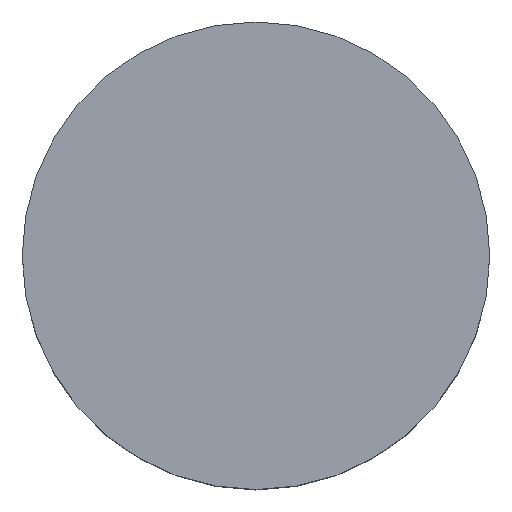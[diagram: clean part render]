
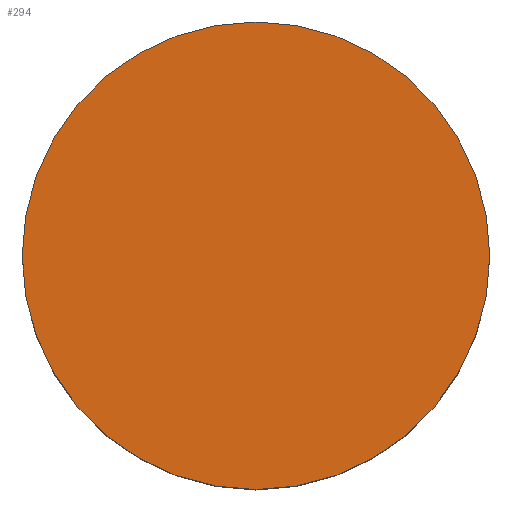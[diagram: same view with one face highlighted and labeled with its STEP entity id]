
A CAD part, top view. The second image highlights one B-rep face of the part: STEP entity #294.
In plain terms, the highlighted planar face has unit normal (0, 0, 1).
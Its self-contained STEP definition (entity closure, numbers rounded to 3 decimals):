
#9 = CARTESIAN_POINT ( 'NONE',  ( 0., 0., 0. ) ) ;
#12 = ORIENTED_EDGE ( 'NONE', *, *, #286, .T. ) ;
#60 = DIRECTION ( 'NONE',  ( 0., 0., 1. ) ) ;
#66 = EDGE_LOOP ( 'NONE', ( #120, #12 ) ) ;
#90 = CARTESIAN_POINT ( 'NONE',  ( 3., 0., 0. ) ) ;
#98 = AXIS2_PLACEMENT_3D ( 'NONE', #189, #142, #249 ) ;
#120 = ORIENTED_EDGE ( 'NONE', *, *, #346, .T. ) ;
#124 = VERTEX_POINT ( 'NONE', #216 ) ;
#131 = DIRECTION ( 'NONE',  ( 1., 0., 0. ) ) ;
#142 = DIRECTION ( 'NONE',  ( 0., 0., 1. ) ) ;
#189 = CARTESIAN_POINT ( 'NONE',  ( 0., 0., 0. ) ) ;
#190 = CARTESIAN_POINT ( 'NONE',  ( 0., 0., 0. ) ) ;
#191 = CIRCLE ( 'NONE', #297, 3. ) ;
#200 = AXIS2_PLACEMENT_3D ( 'NONE', #9, #291, #131 ) ;
#216 = CARTESIAN_POINT ( 'NONE',  ( -3., 0., 0. ) ) ;
#249 = DIRECTION ( 'NONE',  ( 1., 0., 0. ) ) ;
#285 = FACE_OUTER_BOUND ( 'NONE', #66, .T. ) ;
#286 = EDGE_CURVE ( 'NONE', #124, #333, #191, .T. ) ;
#290 = CIRCLE ( 'NONE', #98, 3. ) ;
#291 = DIRECTION ( 'NONE',  ( 0., 0., 1. ) ) ;
#294 = ADVANCED_FACE ( 'NONE', ( #285 ), #338, .T. ) ;
#297 = AXIS2_PLACEMENT_3D ( 'NONE', #190, #60, #301 ) ;
#301 = DIRECTION ( 'NONE',  ( 1., 0., 0. ) ) ;
#333 = VERTEX_POINT ( 'NONE', #90 ) ;
#338 = PLANE ( 'NONE',  #200 ) ;
#346 = EDGE_CURVE ( 'NONE', #333, #124, #290, .T. ) ;
